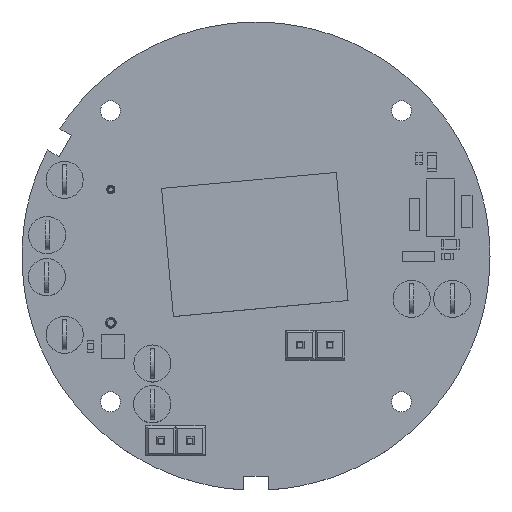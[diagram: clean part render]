
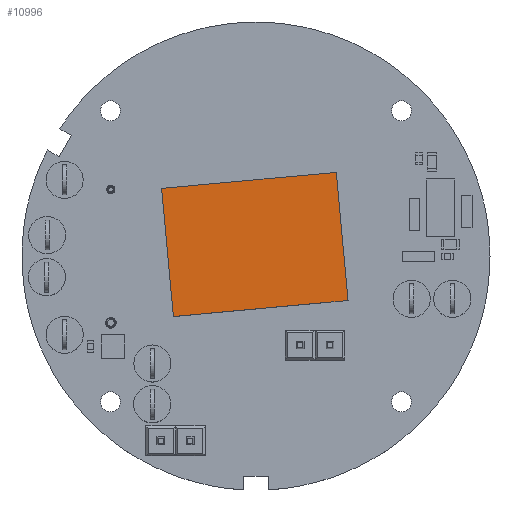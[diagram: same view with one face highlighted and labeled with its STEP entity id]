
A CAD part, top view. The second image highlights one B-rep face of the part: STEP entity #10996.
In plain terms, the highlighted planar face has unit normal (0, 0, 1).
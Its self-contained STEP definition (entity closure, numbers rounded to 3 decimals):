
#10682 = VERTEX_POINT('',#10683);
#10683 = CARTESIAN_POINT('',(-7.972,4.791,3.5));
#10690 = PLANE('',#10691);
#10691 = AXIS2_PLACEMENT_3D('',#10692,#10693,#10694);
#10692 = CARTESIAN_POINT('',(-7.972,4.791,0.));
#10693 = DIRECTION('',(0.996,0.092,0.));
#10694 = DIRECTION('',(0.092,-0.996,0.));
#10702 = PLANE('',#10703);
#10703 = AXIS2_PLACEMENT_3D('',#10704,#10705,#10706);
#10704 = CARTESIAN_POINT('',(6.965,6.163,0.));
#10705 = DIRECTION('',(0.092,-0.996,0.));
#10706 = DIRECTION('',(-0.996,-0.092,0.));
#10714 = EDGE_CURVE('',#10682,#10715,#10717,.T.);
#10715 = VERTEX_POINT('',#10716);
#10716 = CARTESIAN_POINT('',(-6.965,-6.163,3.5));
#10717 = SURFACE_CURVE('',#10718,(#10722,#10729),.PCURVE_S1.);
#10718 = LINE('',#10719,#10720);
#10719 = CARTESIAN_POINT('',(-7.972,4.791,3.5));
#10720 = VECTOR('',#10721,1.);
#10721 = DIRECTION('',(0.092,-0.996,0.));
#10722 = PCURVE('',#10690,#10723);
#10723 = DEFINITIONAL_REPRESENTATION('',(#10724),#10728);
#10724 = LINE('',#10725,#10726);
#10725 = CARTESIAN_POINT('',(0.,-3.5));
#10726 = VECTOR('',#10727,1.);
#10727 = DIRECTION('',(1.,0.));
#10728 = ( GEOMETRIC_REPRESENTATION_CONTEXT(2) 
PARAMETRIC_REPRESENTATION_CONTEXT() REPRESENTATION_CONTEXT('2D SPACE',''
  ) );
#10729 = PCURVE('',#10730,#10735);
#10730 = PLANE('',#10731);
#10731 = AXIS2_PLACEMENT_3D('',#10732,#10733,#10734);
#10732 = CARTESIAN_POINT('',(-7.972,4.791,3.5));
#10733 = DIRECTION('',(0.,0.,-1.));
#10734 = DIRECTION('',(-1.,0.,0.));
#10735 = DEFINITIONAL_REPRESENTATION('',(#10736),#10740);
#10736 = LINE('',#10737,#10738);
#10737 = CARTESIAN_POINT('',(0.,0.));
#10738 = VECTOR('',#10739,1.);
#10739 = DIRECTION('',(-0.092,-0.996));
#10740 = ( GEOMETRIC_REPRESENTATION_CONTEXT(2) 
PARAMETRIC_REPRESENTATION_CONTEXT() REPRESENTATION_CONTEXT('2D SPACE',''
  ) );
#10758 = PLANE('',#10759);
#10759 = AXIS2_PLACEMENT_3D('',#10760,#10761,#10762);
#10760 = CARTESIAN_POINT('',(-6.965,-6.163,0.));
#10761 = DIRECTION('',(-0.092,0.996,0.));
#10762 = DIRECTION('',(0.996,0.092,0.));
#10800 = EDGE_CURVE('',#10715,#10801,#10803,.T.);
#10801 = VERTEX_POINT('',#10802);
#10802 = CARTESIAN_POINT('',(7.972,-4.791,3.5));
#10803 = SURFACE_CURVE('',#10804,(#10808,#10815),.PCURVE_S1.);
#10804 = LINE('',#10805,#10806);
#10805 = CARTESIAN_POINT('',(-6.965,-6.163,3.5));
#10806 = VECTOR('',#10807,1.);
#10807 = DIRECTION('',(0.996,0.092,0.));
#10808 = PCURVE('',#10758,#10809);
#10809 = DEFINITIONAL_REPRESENTATION('',(#10810),#10814);
#10810 = LINE('',#10811,#10812);
#10811 = CARTESIAN_POINT('',(0.,-3.5));
#10812 = VECTOR('',#10813,1.);
#10813 = DIRECTION('',(1.,0.));
#10814 = ( GEOMETRIC_REPRESENTATION_CONTEXT(2) 
PARAMETRIC_REPRESENTATION_CONTEXT() REPRESENTATION_CONTEXT('2D SPACE',''
  ) );
#10815 = PCURVE('',#10730,#10816);
#10816 = DEFINITIONAL_REPRESENTATION('',(#10817),#10821);
#10817 = LINE('',#10818,#10819);
#10818 = CARTESIAN_POINT('',(-1.007,-10.954));
#10819 = VECTOR('',#10820,1.);
#10820 = DIRECTION('',(-0.996,0.092));
#10821 = ( GEOMETRIC_REPRESENTATION_CONTEXT(2) 
PARAMETRIC_REPRESENTATION_CONTEXT() REPRESENTATION_CONTEXT('2D SPACE',''
  ) );
#10839 = PLANE('',#10840);
#10840 = AXIS2_PLACEMENT_3D('',#10841,#10842,#10843);
#10841 = CARTESIAN_POINT('',(7.972,-4.791,0.));
#10842 = DIRECTION('',(-0.996,-0.092,0.));
#10843 = DIRECTION('',(-0.092,0.996,0.));
#10876 = EDGE_CURVE('',#10801,#10877,#10879,.T.);
#10877 = VERTEX_POINT('',#10878);
#10878 = CARTESIAN_POINT('',(6.965,6.163,3.5));
#10879 = SURFACE_CURVE('',#10880,(#10884,#10891),.PCURVE_S1.);
#10880 = LINE('',#10881,#10882);
#10881 = CARTESIAN_POINT('',(7.972,-4.791,3.5));
#10882 = VECTOR('',#10883,1.);
#10883 = DIRECTION('',(-0.092,0.996,0.));
#10884 = PCURVE('',#10839,#10885);
#10885 = DEFINITIONAL_REPRESENTATION('',(#10886),#10890);
#10886 = LINE('',#10887,#10888);
#10887 = CARTESIAN_POINT('',(0.,-3.5));
#10888 = VECTOR('',#10889,1.);
#10889 = DIRECTION('',(1.,0.));
#10890 = ( GEOMETRIC_REPRESENTATION_CONTEXT(2) 
PARAMETRIC_REPRESENTATION_CONTEXT() REPRESENTATION_CONTEXT('2D SPACE',''
  ) );
#10891 = PCURVE('',#10730,#10892);
#10892 = DEFINITIONAL_REPRESENTATION('',(#10893),#10897);
#10893 = LINE('',#10894,#10895);
#10894 = CARTESIAN_POINT('',(-15.944,-9.581));
#10895 = VECTOR('',#10896,1.);
#10896 = DIRECTION('',(0.092,0.996));
#10897 = ( GEOMETRIC_REPRESENTATION_CONTEXT(2) 
PARAMETRIC_REPRESENTATION_CONTEXT() REPRESENTATION_CONTEXT('2D SPACE',''
  ) );
#10947 = EDGE_CURVE('',#10877,#10682,#10948,.T.);
#10948 = SURFACE_CURVE('',#10949,(#10953,#10960),.PCURVE_S1.);
#10949 = LINE('',#10950,#10951);
#10950 = CARTESIAN_POINT('',(6.965,6.163,3.5));
#10951 = VECTOR('',#10952,1.);
#10952 = DIRECTION('',(-0.996,-0.092,0.));
#10953 = PCURVE('',#10702,#10954);
#10954 = DEFINITIONAL_REPRESENTATION('',(#10955),#10959);
#10955 = LINE('',#10956,#10957);
#10956 = CARTESIAN_POINT('',(0.,-3.5));
#10957 = VECTOR('',#10958,1.);
#10958 = DIRECTION('',(1.,0.));
#10959 = ( GEOMETRIC_REPRESENTATION_CONTEXT(2) 
PARAMETRIC_REPRESENTATION_CONTEXT() REPRESENTATION_CONTEXT('2D SPACE',''
  ) );
#10960 = PCURVE('',#10730,#10961);
#10961 = DEFINITIONAL_REPRESENTATION('',(#10962),#10966);
#10962 = LINE('',#10963,#10964);
#10963 = CARTESIAN_POINT('',(-14.937,1.373));
#10964 = VECTOR('',#10965,1.);
#10965 = DIRECTION('',(0.996,-0.092));
#10966 = ( GEOMETRIC_REPRESENTATION_CONTEXT(2) 
PARAMETRIC_REPRESENTATION_CONTEXT() REPRESENTATION_CONTEXT('2D SPACE',''
  ) );
#10996 = ADVANCED_FACE('',(#10997),#10730,.F.);
#10997 = FACE_BOUND('',#10998,.T.);
#10998 = EDGE_LOOP('',(#10999,#11000,#11001,#11002));
#10999 = ORIENTED_EDGE('',*,*,#10714,.T.);
#11000 = ORIENTED_EDGE('',*,*,#10800,.T.);
#11001 = ORIENTED_EDGE('',*,*,#10876,.T.);
#11002 = ORIENTED_EDGE('',*,*,#10947,.T.);
